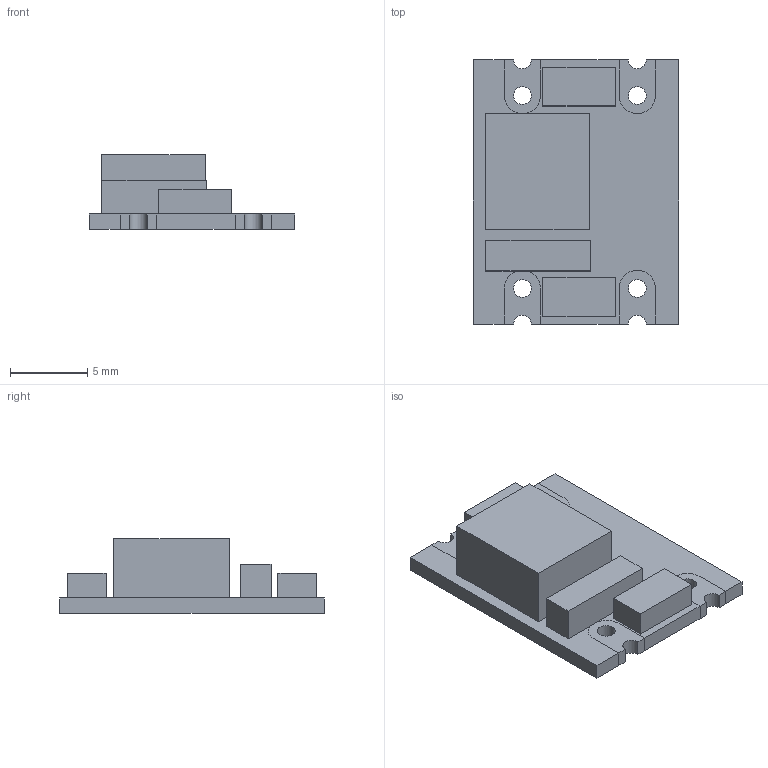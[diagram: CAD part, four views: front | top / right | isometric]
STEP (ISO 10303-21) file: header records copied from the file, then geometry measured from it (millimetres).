
FILE_DESCRIPTION(('FreeCAD Model'),'2;1');
FILE_NAME('37_to_5v.step','2018-08-04T21:47:51',( 'kicad StepUp'),('ksu MCAD'),'Open CASCADE STEP processor 7.2', 'FreeCAD','Unknown');
FILE_SCHEMA(('AUTOMOTIVE_DESIGN { 1 0 10303 214 1 1 1 1 }'));
Length unit declared in the file: millimetre
Products named in the file (1): 37_to_5v
Bounding box: 13.3 x 17.15 x 4.85 mm (x, y, z)
Volume: 482.8 mm3; surface area: 715.8 mm2
Topology: 1 solids, 1 shells, 54 faces, 149 edges, 99 vertices
Faces by surface type: plane 46, cylinder 8
Full cylindrical faces by diameter (mm): 1.15 x4
Entity records: 2116 total; most frequent: CARTESIAN_POINT 307, ORIENTED_EDGE 298, DIRECTION 281, EDGE_CURVE 149, LINE 119, VECTOR 119, VERTEX_POINT 99, AXIS2_PLACEMENT_3D 81
